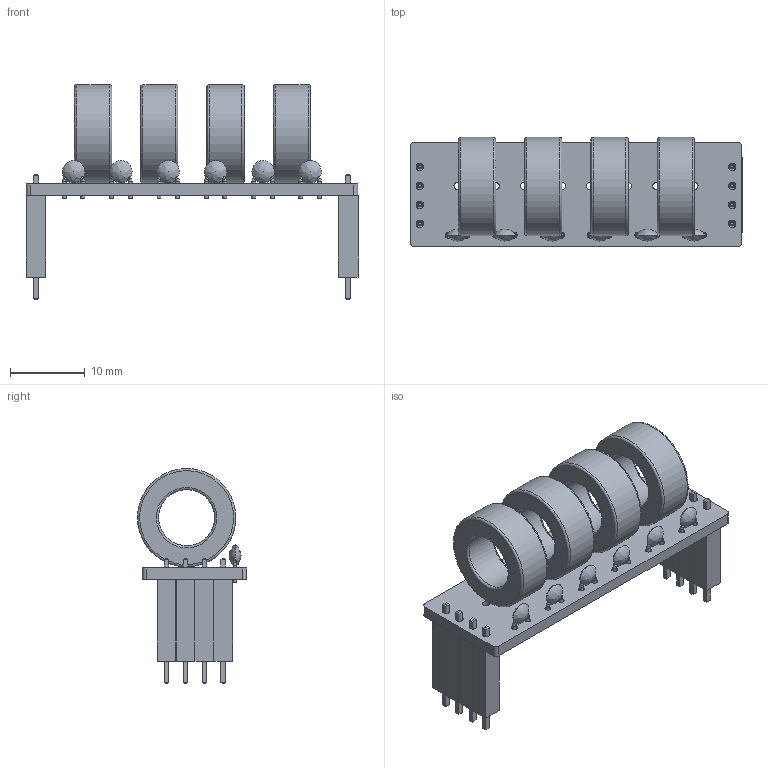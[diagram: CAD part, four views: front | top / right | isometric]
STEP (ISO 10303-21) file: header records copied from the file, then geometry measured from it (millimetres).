
FILE_DESCRIPTION(('FreeCAD Model'),'2;1');
FILE_NAME('Open CASCADE Shape Model','2022-01-15T14:19:27',( 'kicad StepUp'),('ksu MCAD'),'Open CASCADE STEP processor 7.5', 'FreeCAD','Unknown');
FILE_SCHEMA(('AUTOMOTIVE_DESIGN { 1 0 10303 214 1 1 1 1 }'));
Length unit declared in the file: millimetre
Products named in the file (1): uSDX_BPF
Bounding box: 44.55 x 14.64 x 28.85 mm (x, y, z)
Volume: 3417.1 mm3; surface area: 5017.3 mm2
Topology: 19 solids, 27 shells, 382 faces, 862 edges, 538 vertices
Faces by surface type: bspline 344, cylinder 32, plane 6
Full cylindrical faces by diameter (mm): 0.8 x12, 1 x16
Entity records: 14287 total; most frequent: CARTESIAN_POINT 6239, ORIENTED_EDGE 1700, EDGE_CURVE 850, B_SPLINE_CURVE_WITH_KNOTS 604, VERTEX_POINT 538, FACE_BOUND 462, EDGE_LOOP 462, ADVANCED_FACE 382
